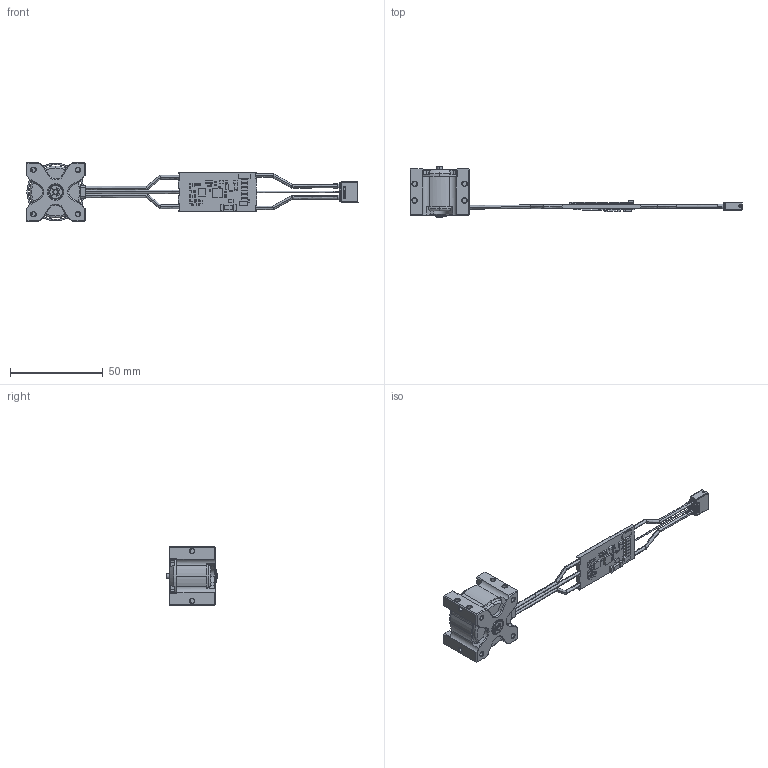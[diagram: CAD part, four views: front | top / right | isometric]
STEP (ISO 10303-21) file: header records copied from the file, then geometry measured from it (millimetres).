
FILE_DESCRIPTION(('CATIA V5 STEP Exchange'),'2;1');
FILE_NAME('武器无刷电机-24.04.06(1).stp','2024-05-06T07:25:15+00:00',('none'),('none'),'CATIA Version 5 Release 20 GA (IN-10)','CATIA V5 STEP AP214','none');
FILE_SCHEMA(('AUTOMOTIVE_DESIGN { 1 0 10303 214 1 1 1 1 }'));
Products named in the file (4): 武器无刷电机-23.02.09; 70A00; ICX301; 武器电机
Assembly tree (3 placements, depth 2):
  武器无刷电机-23.02.09
    70A00
    ICX301
    武器电机
Bounding box: 179.39 x 27.8 x 32 mm (x, y, z)
Volume: 22801.2 mm3; surface area: 15308.9 mm2
Topology: 3 solids, 3 shells, 1486 faces, 3951 edges, 2596 vertices
Faces by surface type: plane 956, cylinder 247, cone 129, bspline 108, torus 38, sphere 8
Entity records: 52916 total; most frequent: CARTESIAN_POINT 14817, ORIENTED_EDGE 7890, DIRECTION 6041, EDGE_CURVE 3945, VECTOR 2649, LINE 2649, VERTEX_POINT 2596, AXIS2_PLACEMENT_3D 2008
